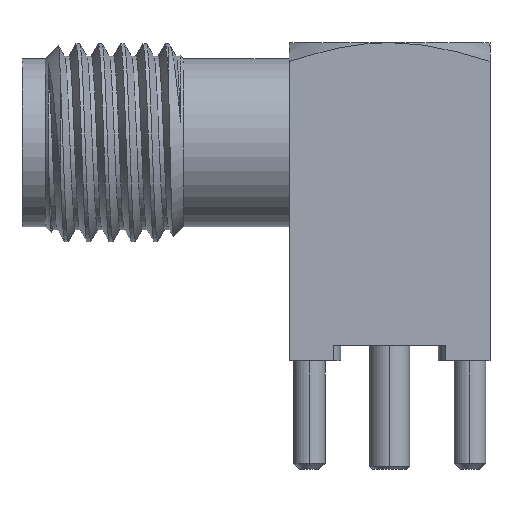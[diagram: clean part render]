
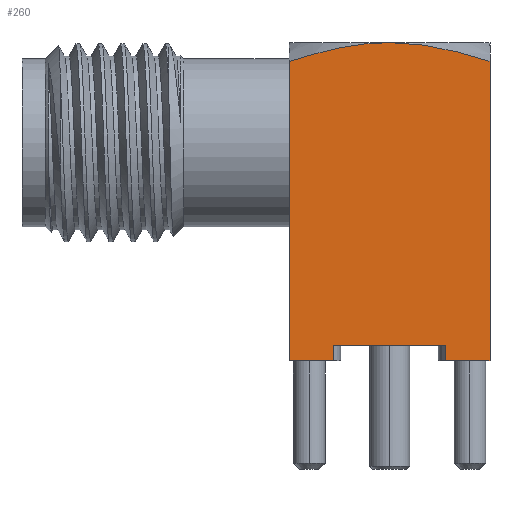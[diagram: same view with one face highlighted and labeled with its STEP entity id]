
A CAD part, front view. The second image highlights one B-rep face of the part: STEP entity #260.
In plain terms, the highlighted planar face has unit normal (0, -1, 0).
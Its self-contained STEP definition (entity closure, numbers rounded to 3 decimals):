
#168=PLANE('',#2182);
#172=B_SPLINE_CURVE_WITH_KNOTS('',3,(#2987,#2988,#2989,#2990,#2991,#2992,
#2993,#2994,#2995,#2996,#2997,#2998,#2999,#3000,#3001,#3002,#3003,#3004,
#3005,#3006,#3007,#3008,#3009,#3010,#3011,#3012,#3013,#3014,#3015,#3016,
#3017,#3018,#3019,#3020,#3021,#3022,#3023,#3024),.UNSPECIFIED.,.F.,.F.,
(4,3,2,2,2,2,3,3,3,3,2,3,3,3,4),(0.,0.062,0.125,
0.187,0.25,0.312,0.375,
0.5,0.625,0.687,0.75,
0.812,0.875,0.938,1.),.UNSPECIFIED.);
#176=B_SPLINE_CURVE_WITH_KNOTS('',3,(#3206,#3207,#3208,#3209,#3210,#3211,
#3212,#3213,#3214,#3215,#3216,#3217,#3218,#3219,#3220,#3221,#3222,#3223,
#3224,#3225,#3226,#3227,#3228,#3229,#3230,#3231,#3232,#3233,#3234,#3235,
#3236,#3237,#3238,#3239,#3240,#3241,#3242,#3243),.UNSPECIFIED.,.F.,.F.,
(4,3,3,3,2,3,3,3,3,2,2,2,2,3,4),(0.,0.062,0.125,
0.188,0.25,0.313,0.375,
0.5,0.625,0.688,0.75,
0.813,0.875,0.938,1.),.UNSPECIFIED.);
#260=ADVANCED_FACE('',(#425),#168,.T.);
#425=FACE_OUTER_BOUND('',#555,.T.);
#555=EDGE_LOOP('',(#1196,#1197,#1198,#1199,#1200,#1201,#1202,#1203,#1204));
#605=LINE('',#2827,#716);
#616=LINE('',#2933,#727);
#619=LINE('',#3031,#730);
#623=LINE('',#3135,#734);
#629=LINE('',#3183,#740);
#649=LINE('',#10181,#760);
#660=LINE('',#10233,#771);
#716=VECTOR('',#2251,1.);
#727=VECTOR('',#2272,1.);
#730=VECTOR('',#2293,1.);
#734=VECTOR('',#2323,1.);
#740=VECTOR('',#2331,1.);
#760=VECTOR('',#2435,1.);
#771=VECTOR('',#2496,1.);
#1196=ORIENTED_EDGE('',*,*,#1670,.F.);
#1197=ORIENTED_EDGE('',*,*,#1633,.F.);
#1198=ORIENTED_EDGE('',*,*,#1658,.F.);
#1199=ORIENTED_EDGE('',*,*,#1636,.F.);
#1200=ORIENTED_EDGE('',*,*,#1787,.F.);
#1201=ORIENTED_EDGE('',*,*,#1760,.F.);
#1202=ORIENTED_EDGE('',*,*,#1610,.T.);
#1203=ORIENTED_EDGE('',*,*,#1625,.F.);
#1204=ORIENTED_EDGE('',*,*,#1651,.T.);
#1416=VERTEX_POINT('',#2821);
#1419=VERTEX_POINT('',#2826);
#1433=VERTEX_POINT('',#2932);
#1440=VERTEX_POINT('',#2986);
#1441=VERTEX_POINT('',#3025);
#1443=VERTEX_POINT('',#3030);
#1444=VERTEX_POINT('',#3032);
#1454=VERTEX_POINT('',#3134);
#1539=VERTEX_POINT('',#10182);
#1610=EDGE_CURVE('',#1416,#1419,#605,.T.);
#1625=EDGE_CURVE('',#1433,#1419,#616,.T.);
#1633=EDGE_CURVE('',#1440,#1441,#172,.T.);
#1636=EDGE_CURVE('',#1443,#1444,#619,.T.);
#1651=EDGE_CURVE('',#1433,#1454,#623,.T.);
#1658=EDGE_CURVE('',#1444,#1440,#629,.T.);
#1670=EDGE_CURVE('',#1441,#1454,#176,.T.);
#1760=EDGE_CURVE('',#1416,#1539,#649,.T.);
#1787=EDGE_CURVE('',#1539,#1443,#660,.T.);
#2182=AXIS2_PLACEMENT_3D('',#10520,#2675,#2676);
#2251=DIRECTION('',(0.,0.,-1.));
#2272=DIRECTION('',(-1.,0.,0.));
#2293=DIRECTION('',(-1.,0.,0.));
#2323=DIRECTION('',(0.,0.,1.));
#2331=DIRECTION('',(0.,0.,1.));
#2435=DIRECTION('',(-1.,0.,0.));
#2496=DIRECTION('',(0.,0.,-1.));
#2675=DIRECTION('',(0.,-1.,0.));
#2676=DIRECTION('',(-1.,0.,0.));
#2821=CARTESIAN_POINT('',(1.767,-3.175,-0.1));
#2826=CARTESIAN_POINT('',(1.767,-3.175,-0.6));
#2827=CARTESIAN_POINT('',(1.767,-3.175,-0.1));
#2932=CARTESIAN_POINT('',(3.175,-3.175,-0.6));
#2933=CARTESIAN_POINT('',(-24.411,-3.175,-0.6));
#2986=CARTESIAN_POINT('',(-3.175,-3.175,8.872));
#2987=CARTESIAN_POINT('',(-3.175,-3.175,8.872));
#2988=CARTESIAN_POINT('',(-3.111,-3.175,8.893));
#2989=CARTESIAN_POINT('',(-3.046,-3.175,8.913));
#2990=CARTESIAN_POINT('',(-2.982,-3.175,8.933));
#2991=CARTESIAN_POINT('',(-2.917,-3.175,8.953));
#2992=CARTESIAN_POINT('',(-2.853,-3.175,8.973));
#2993=CARTESIAN_POINT('',(-2.723,-3.175,9.012));
#2994=CARTESIAN_POINT('',(-2.659,-3.175,9.031));
#2995=CARTESIAN_POINT('',(-2.529,-3.175,9.068));
#2996=CARTESIAN_POINT('',(-2.464,-3.175,9.087));
#2997=CARTESIAN_POINT('',(-2.333,-3.175,9.122));
#2998=CARTESIAN_POINT('',(-2.268,-3.175,9.14));
#2999=CARTESIAN_POINT('',(-2.137,-3.175,9.174));
#3000=CARTESIAN_POINT('',(-2.072,-3.175,9.19));
#3001=CARTESIAN_POINT('',(-2.006,-3.175,9.206));
#3002=CARTESIAN_POINT('',(-1.875,-3.175,9.238));
#3003=CARTESIAN_POINT('',(-1.743,-3.175,9.268));
#3004=CARTESIAN_POINT('',(-1.611,-3.175,9.295));
#3005=CARTESIAN_POINT('',(-1.479,-3.175,9.322));
#3006=CARTESIAN_POINT('',(-1.346,-3.175,9.347));
#3007=CARTESIAN_POINT('',(-1.212,-3.175,9.368));
#3008=CARTESIAN_POINT('',(-1.146,-3.175,9.379));
#3009=CARTESIAN_POINT('',(-1.079,-3.175,9.389));
#3010=CARTESIAN_POINT('',(-1.012,-3.175,9.399));
#3011=CARTESIAN_POINT('',(-0.944,-3.175,9.408));
#3012=CARTESIAN_POINT('',(-0.877,-3.175,9.416));
#3013=CARTESIAN_POINT('',(-0.743,-3.175,9.431));
#3014=CARTESIAN_POINT('',(-0.675,-3.175,9.438));
#3015=CARTESIAN_POINT('',(-0.608,-3.175,9.444));
#3016=CARTESIAN_POINT('',(-0.54,-3.175,9.45));
#3017=CARTESIAN_POINT('',(-0.473,-3.175,9.454));
#3018=CARTESIAN_POINT('',(-0.405,-3.175,9.458));
#3019=CARTESIAN_POINT('',(-0.338,-3.175,9.462));
#3020=CARTESIAN_POINT('',(-0.27,-3.175,9.465));
#3021=CARTESIAN_POINT('',(-0.203,-3.175,9.467));
#3022=CARTESIAN_POINT('',(-0.135,-3.175,9.469));
#3023=CARTESIAN_POINT('',(-0.068,-3.175,9.47));
#3024=CARTESIAN_POINT('',(0.,-3.175,9.47));
#3025=CARTESIAN_POINT('',(0.,-3.175,9.47));
#3030=CARTESIAN_POINT('',(-1.767,-3.175,-0.6));
#3031=CARTESIAN_POINT('',(-24.411,-3.175,-0.6));
#3032=CARTESIAN_POINT('',(-3.175,-3.175,-0.6));
#3134=CARTESIAN_POINT('',(3.175,-3.175,8.872));
#3135=CARTESIAN_POINT('',(3.175,-3.175,9.47));
#3183=CARTESIAN_POINT('',(-3.175,-3.175,9.47));
#3206=CARTESIAN_POINT('',(0.,-3.175,9.47));
#3207=CARTESIAN_POINT('',(0.068,-3.175,9.47));
#3208=CARTESIAN_POINT('',(0.135,-3.175,9.469));
#3209=CARTESIAN_POINT('',(0.203,-3.175,9.467));
#3210=CARTESIAN_POINT('',(0.27,-3.175,9.465));
#3211=CARTESIAN_POINT('',(0.338,-3.175,9.462));
#3212=CARTESIAN_POINT('',(0.405,-3.175,9.458));
#3213=CARTESIAN_POINT('',(0.473,-3.175,9.454));
#3214=CARTESIAN_POINT('',(0.54,-3.175,9.45));
#3215=CARTESIAN_POINT('',(0.608,-3.175,9.444));
#3216=CARTESIAN_POINT('',(0.675,-3.175,9.438));
#3217=CARTESIAN_POINT('',(0.743,-3.175,9.431));
#3218=CARTESIAN_POINT('',(0.877,-3.175,9.416));
#3219=CARTESIAN_POINT('',(0.944,-3.175,9.408));
#3220=CARTESIAN_POINT('',(1.012,-3.175,9.399));
#3221=CARTESIAN_POINT('',(1.079,-3.175,9.389));
#3222=CARTESIAN_POINT('',(1.146,-3.175,9.379));
#3223=CARTESIAN_POINT('',(1.212,-3.175,9.368));
#3224=CARTESIAN_POINT('',(1.346,-3.175,9.347));
#3225=CARTESIAN_POINT('',(1.479,-3.175,9.322));
#3226=CARTESIAN_POINT('',(1.611,-3.175,9.295));
#3227=CARTESIAN_POINT('',(1.743,-3.175,9.268));
#3228=CARTESIAN_POINT('',(1.875,-3.175,9.238));
#3229=CARTESIAN_POINT('',(2.006,-3.175,9.206));
#3230=CARTESIAN_POINT('',(2.072,-3.175,9.19));
#3231=CARTESIAN_POINT('',(2.137,-3.175,9.174));
#3232=CARTESIAN_POINT('',(2.268,-3.175,9.14));
#3233=CARTESIAN_POINT('',(2.333,-3.175,9.122));
#3234=CARTESIAN_POINT('',(2.464,-3.175,9.087));
#3235=CARTESIAN_POINT('',(2.529,-3.175,9.068));
#3236=CARTESIAN_POINT('',(2.659,-3.175,9.031));
#3237=CARTESIAN_POINT('',(2.723,-3.175,9.012));
#3238=CARTESIAN_POINT('',(2.853,-3.175,8.973));
#3239=CARTESIAN_POINT('',(2.917,-3.175,8.953));
#3240=CARTESIAN_POINT('',(2.982,-3.175,8.933));
#3241=CARTESIAN_POINT('',(3.046,-3.175,8.913));
#3242=CARTESIAN_POINT('',(3.111,-3.175,8.893));
#3243=CARTESIAN_POINT('',(3.175,-3.175,8.872));
#10181=CARTESIAN_POINT('',(-24.411,-3.175,-0.1));
#10182=CARTESIAN_POINT('',(-1.767,-3.175,-0.1));
#10233=CARTESIAN_POINT('',(-1.767,-3.175,-0.1));
#10520=CARTESIAN_POINT('',(-27.459,-3.175,9.47));
